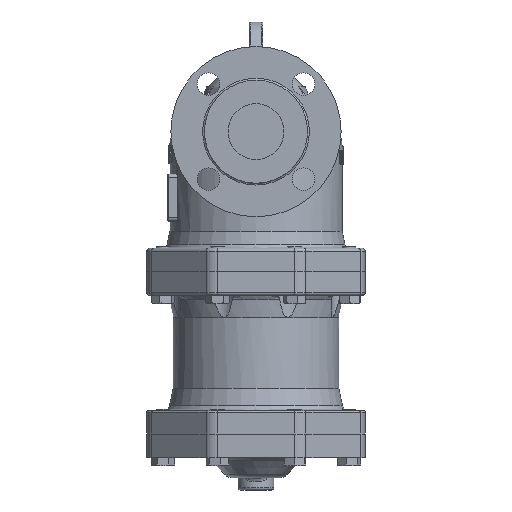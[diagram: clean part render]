
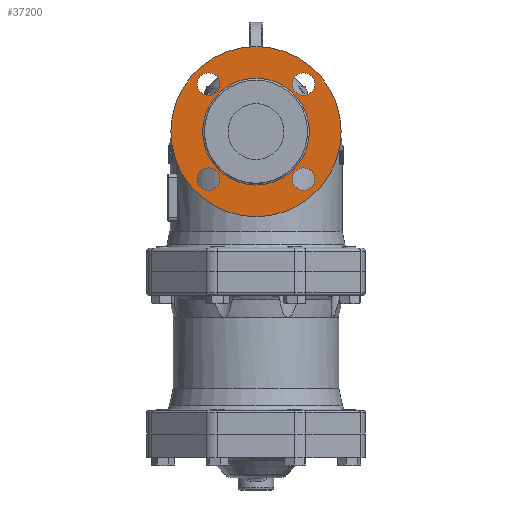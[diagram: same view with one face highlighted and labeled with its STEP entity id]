
A CAD part, left-side view. The second image highlights one B-rep face of the part: STEP entity #37200.
In plain terms, the highlighted free-form (B-spline) face has degree [1, 1] with [2, 2] control points.
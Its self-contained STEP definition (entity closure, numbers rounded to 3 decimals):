
#37122=CARTESIAN_POINT('',(-123.4,0.0,172.65));
#37123=VERTEX_POINT('',#37122);
#37124=CARTESIAN_POINT('',(-123.4,0.0,125.0));
#37125=DIRECTION('',(-1.0,0.0,0.0));
#37126=DIRECTION('',(0.0,0.0,-1.0));
#37127=AXIS2_PLACEMENT_3D('',#37124,#37125,#37126);
#37128=CIRCLE('',#37127,47.65);
#37129=EDGE_CURVE('',#37123,#37123,#37128,.T.);
#37137=CARTESIAN_POINT('',(-123.4,76.,201.0));
#37138=CARTESIAN_POINT('',(-123.4,76.,49.0));
#37139=CARTESIAN_POINT('',(-123.4,-76.,201.0));
#37140=CARTESIAN_POINT('',(-123.4,-76.,49.0));
#37141=B_SPLINE_SURFACE_WITH_KNOTS('',1,1,((#37137,#37139),(#37138,#37140)),.UNSPECIFIED.,.F.,.F.,.U.,(2,2),(2,2),(0.0,152.0),(0.0,152.),.UNSPECIFIED.);
#37142=CARTESIAN_POINT('',(-123.4,0.0,201.0));
#37143=VERTEX_POINT('',#37142);
#37144=CARTESIAN_POINT('',(-123.4,0.0,125.0));
#37145=DIRECTION('',(-1.0,0.0,0.0));
#37146=DIRECTION('',(0.0,0.0,1.0));
#37147=AXIS2_PLACEMENT_3D('',#37144,#37145,#37146);
#37148=CIRCLE('',#37147,76.);
#37149=EDGE_CURVE('',#37143,#37143,#37148,.T.);
#37150=ORIENTED_EDGE('',*,*,#37149,.T.);
#37151=EDGE_LOOP('',(#37150));
#37152=FACE_OUTER_BOUND('',#37151,.T.);
#37153=CARTESIAN_POINT('',(-123.4,-32.426,167.426));
#37154=VERTEX_POINT('',#37153);
#37155=CARTESIAN_POINT('',(-123.4,-42.426,167.426));
#37156=DIRECTION('',(1.0,0.0,0.0));
#37157=DIRECTION('',(0.0,1.0,0.0));
#37158=AXIS2_PLACEMENT_3D('',#37155,#37156,#37157);
#37159=CIRCLE('',#37158,10.0);
#37160=EDGE_CURVE('',#37154,#37154,#37159,.T.);
#37161=ORIENTED_EDGE('',*,*,#37160,.T.);
#37162=EDGE_LOOP('',(#37161));
#37163=FACE_BOUND('',#37162,.T.);
#37164=CARTESIAN_POINT('',(-123.4,-42.426,92.574));
#37165=VERTEX_POINT('',#37164);
#37166=CARTESIAN_POINT('',(-123.4,-42.426,82.574));
#37167=DIRECTION('',(1.0,0.0,0.0));
#37168=DIRECTION('',(0.0,0.0,1.0));
#37169=AXIS2_PLACEMENT_3D('',#37166,#37167,#37168);
#37170=CIRCLE('',#37169,10.0);
#37171=EDGE_CURVE('',#37165,#37165,#37170,.T.);
#37172=ORIENTED_EDGE('',*,*,#37171,.T.);
#37173=EDGE_LOOP('',(#37172));
#37174=FACE_BOUND('',#37173,.T.);
#37175=CARTESIAN_POINT('',(-123.4,32.426,82.574));
#37176=VERTEX_POINT('',#37175);
#37177=CARTESIAN_POINT('',(-123.4,42.426,82.574));
#37178=DIRECTION('',(1.0,0.0,0.0));
#37179=DIRECTION('',(0.0,-1.0,0.0));
#37180=AXIS2_PLACEMENT_3D('',#37177,#37178,#37179);
#37181=CIRCLE('',#37180,10.0);
#37182=EDGE_CURVE('',#37176,#37176,#37181,.T.);
#37183=ORIENTED_EDGE('',*,*,#37182,.T.);
#37184=EDGE_LOOP('',(#37183));
#37185=FACE_BOUND('',#37184,.T.);
#37186=CARTESIAN_POINT('',(-123.4,42.426,157.426));
#37187=VERTEX_POINT('',#37186);
#37188=CARTESIAN_POINT('',(-123.4,42.426,167.426));
#37189=DIRECTION('',(1.0,0.0,0.0));
#37190=DIRECTION('',(0.0,0.0,-1.0));
#37191=AXIS2_PLACEMENT_3D('',#37188,#37189,#37190);
#37192=CIRCLE('',#37191,10.0);
#37193=EDGE_CURVE('',#37187,#37187,#37192,.T.);
#37194=ORIENTED_EDGE('',*,*,#37193,.T.);
#37195=EDGE_LOOP('',(#37194));
#37196=FACE_BOUND('',#37195,.T.);
#37197=ORIENTED_EDGE('',*,*,#37129,.F.);
#37198=EDGE_LOOP('',(#37197));
#37199=FACE_BOUND('',#37198,.T.);
#37200=ADVANCED_FACE('',(#37152,#37163,#37174,#37185,#37196,#37199),#37141,.T.);
